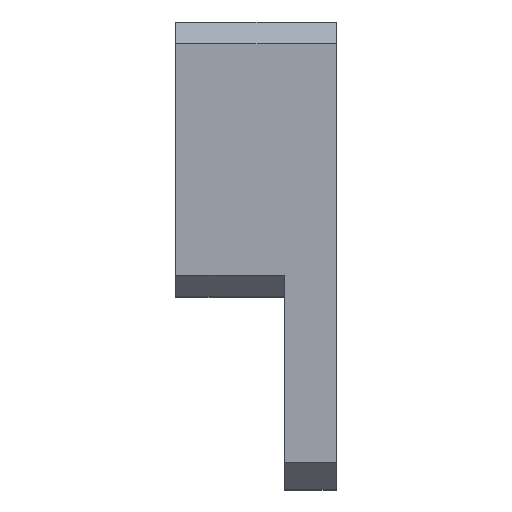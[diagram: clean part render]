
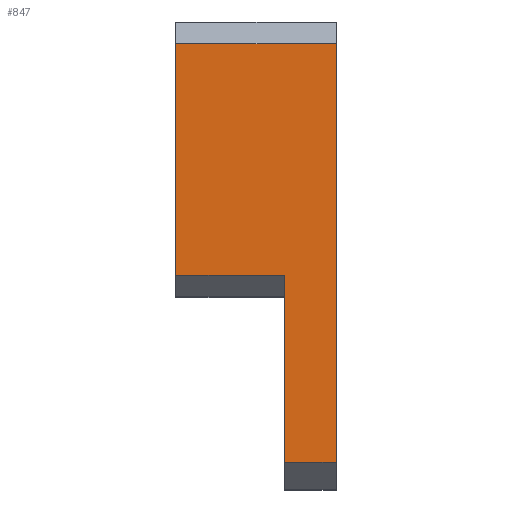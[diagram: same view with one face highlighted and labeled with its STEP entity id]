
A CAD part, front view. The second image highlights one B-rep face of the part: STEP entity #847.
In plain terms, the highlighted planar face has unit normal (0, -1, 0).
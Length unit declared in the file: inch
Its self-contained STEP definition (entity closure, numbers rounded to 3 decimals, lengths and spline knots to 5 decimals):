
#59=FACE_OUTER_BOUND('',#107,.T.);
#107=EDGE_LOOP('',(#661,#662,#663,#664,#665,#666));
#152=LINE('',#1205,#260);
#156=LINE('',#1214,#264);
#165=LINE('',#1231,#273);
#178=LINE('',#1261,#286);
#202=LINE('',#1323,#310);
#203=LINE('',#1324,#311);
#260=VECTOR('',#970,0.3937);
#264=VECTOR('',#978,0.3937);
#273=VECTOR('',#989,0.3937);
#286=VECTOR('',#1018,1.35);
#310=VECTOR('',#1070,1.15);
#311=VECTOR('',#1071,0.1875);
#363=VERTEX_POINT('',#1198);
#366=VERTEX_POINT('',#1203);
#369=VERTEX_POINT('',#1213);
#375=VERTEX_POINT('',#1227);
#385=VERTEX_POINT('',#1260);
#409=VERTEX_POINT('',#1322);
#448=EDGE_CURVE('',#366,#363,#152,.T.);
#452=EDGE_CURVE('',#369,#363,#156,.T.);
#461=EDGE_CURVE('',#369,#375,#165,.T.);
#476=EDGE_CURVE('',#375,#385,#178,.T.);
#506=EDGE_CURVE('',#366,#409,#202,.T.);
#507=EDGE_CURVE('',#409,#385,#203,.T.);
#661=ORIENTED_EDGE('',*,*,#506,.T.);
#662=ORIENTED_EDGE('',*,*,#507,.T.);
#663=ORIENTED_EDGE('',*,*,#476,.F.);
#664=ORIENTED_EDGE('',*,*,#461,.F.);
#665=ORIENTED_EDGE('',*,*,#452,.T.);
#666=ORIENTED_EDGE('',*,*,#448,.F.);
#807=PLANE('',#913);
#847=ADVANCED_FACE('',(#59),#807,.T.);
#913=AXIS2_PLACEMENT_3D('',#1321,#1068,#1069);
#970=DIRECTION('',(-1.,0.,0.));
#978=DIRECTION('',(0.,0.,-1.));
#989=DIRECTION('',(1.,0.,0.));
#1018=DIRECTION('',(0.,0.,-1.));
#1068=DIRECTION('center_axis',(0.,-1.,0.));
#1069=DIRECTION('ref_axis',(0.,0.,-1.));
#1070=DIRECTION('',(0.,0.,-1.));
#1071=DIRECTION('',(1.,0.,0.));
#1198=CARTESIAN_POINT('',(-0.39375,-1.25,-0.59626));
#1203=CARTESIAN_POINT('',(0.,-1.25,-0.59626));
#1205=CARTESIAN_POINT('',(-0.75,-1.25,-0.59626));
#1213=CARTESIAN_POINT('',(-0.39375,-1.25,0.24232));
#1214=CARTESIAN_POINT('',(-0.39375,-1.25,-0.28125));
#1227=CARTESIAN_POINT('',(0.1875,-1.25,0.24232));
#1231=CARTESIAN_POINT('',(-0.56202,-1.25,0.24232));
#1260=CARTESIAN_POINT('',(0.1875,-1.25,-1.275));
#1261=CARTESIAN_POINT('',(0.1875,-1.25,0.075));
#1321=CARTESIAN_POINT('Origin',(-0.75,-1.25,-0.125));
#1322=CARTESIAN_POINT('',(0.,-1.25,-1.275));
#1323=CARTESIAN_POINT('',(0.,-1.25,-0.125));
#1324=CARTESIAN_POINT('',(0.,-1.25,-1.275));
